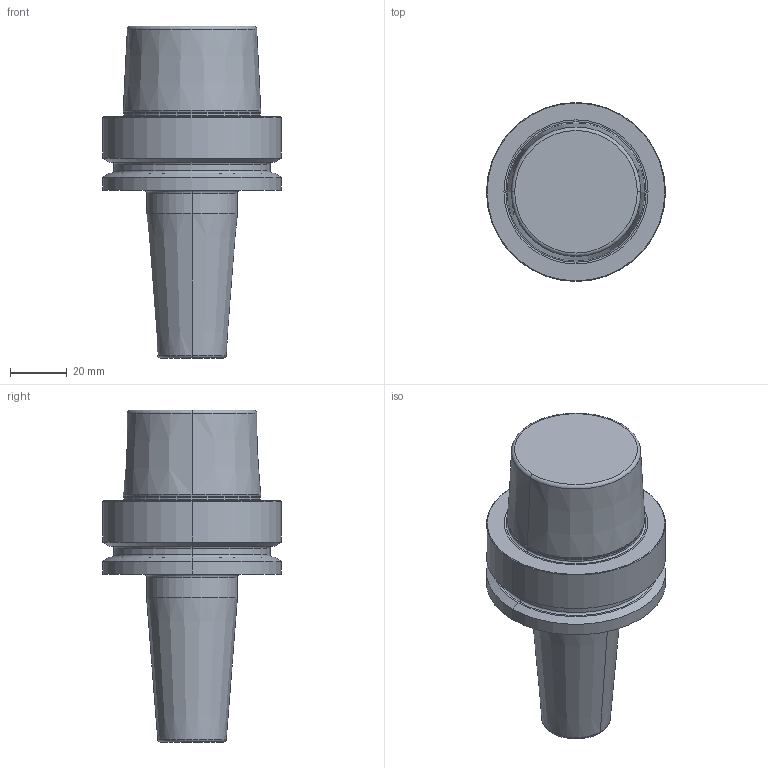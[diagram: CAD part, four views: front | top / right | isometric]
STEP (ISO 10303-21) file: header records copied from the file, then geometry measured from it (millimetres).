
FILE_DESCRIPTION((''),'2;1');
FILE_NAME('606404756-000-00-E43','2017-08-23T',('schellenbef'),(''),'PRO/ENGINEER BY PARAMETRIC TECHNOLOGY CORPORATION, 2011220','PRO/ENGINEER BY PARAMETRIC TECHNOLOGY CORPORATION, 2011220','');
FILE_SCHEMA(('AUTOMOTIVE_DESIGN_CC2 { 1 2 10303 214 -1 1 5 2 }'));
Length unit declared in the file: millimetre
Products named in the file (1): 606404756-000-00-E43
Bounding box: 63 x 63 x 116.9 mm (x, y, z)
Volume: 167663.1 mm3; surface area: 22789.9 mm2
Topology: 1 solids, 1 shells, 49 faces, 97 edges, 56 vertices
Faces by surface type: torus 16, cone 14, cylinder 12, plane 7
Entity records: 1635 total; most frequent: DIRECTION 271, CARTESIAN_POINT 203, ORIENTED_EDGE 192, AXIS2_PLACEMENT_3D 122, PRESENTATION_STYLE_ASSIGNMENT 101, STYLED_ITEM 101, CURVE_STYLE 100, EDGE_CURVE 96
